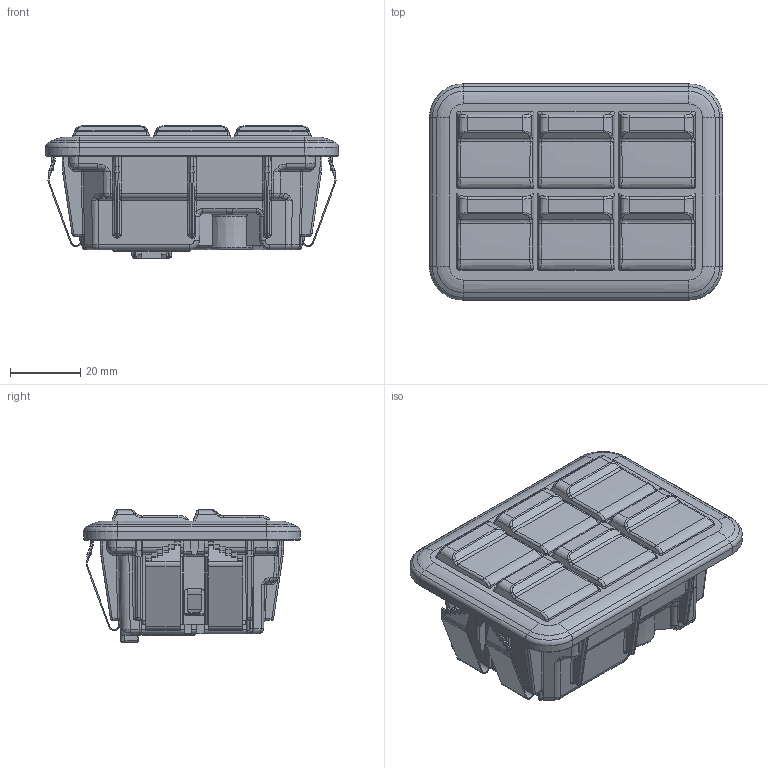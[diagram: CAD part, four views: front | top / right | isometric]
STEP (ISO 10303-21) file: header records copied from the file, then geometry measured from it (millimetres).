
FILE_DESCRIPTION((''),'2;1');
FILE_NAME('3KX06-G2-2R_REV2_SW','2017-11-10T',('vlisnic'),(''),'PRO/ENGINEER BY PARAMETRIC TECHNOLOGY CORPORATION, 2016100','PRO/ENGINEER BY PARAMETRIC TECHNOLOGY CORPORATION, 2016100','');
FILE_SCHEMA(('CONFIG_CONTROL_DESIGN'));
Products named in the file (1): 3KX06-G2-2R_REV2_SW
Bounding box: 83.23 x 61.46 x 37.59 mm (x, y, z)
Volume: 97641.8 mm3; surface area: 33085.3 mm2
Topology: 1 solids, 1 shells, 2390 faces, 6206 edges, 3843 vertices
Faces by surface type: plane 1137, cylinder 697, bspline 333, torus 70, sphere 62, extrusion 60, cone 23, revolution 8
Entity records: 95055 total; most frequent: CARTESIAN_POINT 38955, ORIENTED_EDGE 12396, DIRECTION 10685, EDGE_CURVE 6198, VECTOR 3937, LINE 3877, VERTEX_POINT 3843, AXIS2_PLACEMENT_3D 3370
